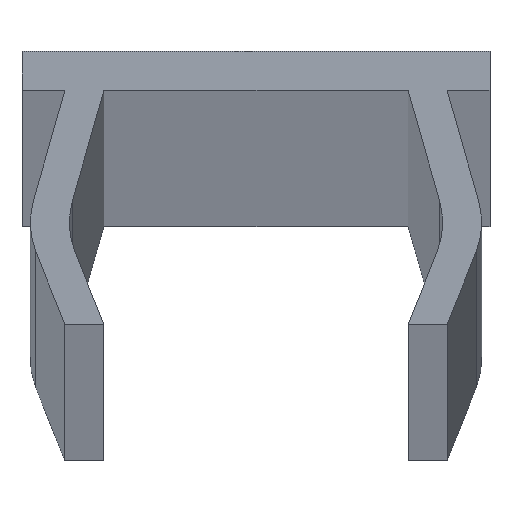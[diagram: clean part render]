
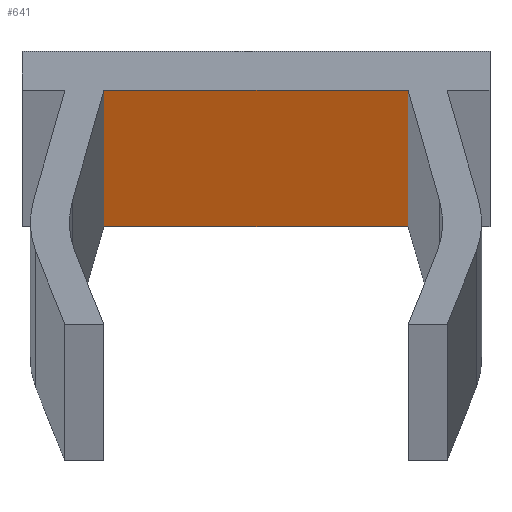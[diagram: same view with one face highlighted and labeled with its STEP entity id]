
A CAD part, top view. The second image highlights one B-rep face of the part: STEP entity #641.
In plain terms, the highlighted planar face has unit normal (0, -1, 0).
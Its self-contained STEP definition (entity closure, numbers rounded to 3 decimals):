
#245=CARTESIAN_POINT('',(9.9,0.0,0.0));
#246=VERTEX_POINT('',#245);
#253=CARTESIAN_POINT('',(2.1,0.0,0.0));
#254=VERTEX_POINT('',#253);
#255=CARTESIAN_POINT('',(2.1,0.0,0.0));
#256=DIRECTION('',(1.0,0.0,0.0));
#257=VECTOR('',#256,7.8);
#258=LINE('',#255,#257);
#259=EDGE_CURVE('',#254,#246,#258,.T.);
#335=CARTESIAN_POINT('',(2.1,0.0,2000.0));
#336=VERTEX_POINT('',#335);
#337=CARTESIAN_POINT('',(2.1,0.0,0.0));
#338=DIRECTION('',(0.0,0.0,1.0));
#339=VECTOR('',#338,2000.0);
#340=LINE('',#337,#339);
#341=EDGE_CURVE('',#254,#336,#340,.T.);
#607=CARTESIAN_POINT('',(9.9,0.0,2000.0));
#608=VERTEX_POINT('',#607);
#615=CARTESIAN_POINT('',(9.9,0.0,0.0));
#616=DIRECTION('',(0.0,0.0,1.0));
#617=VECTOR('',#616,2000.0);
#618=LINE('',#615,#617);
#619=EDGE_CURVE('',#246,#608,#618,.T.);
#625=CARTESIAN_POINT('',(2.1,0.0,0.0));
#626=DIRECTION('',(0.0,-1.0,0.0));
#627=DIRECTION('',(1.0,0.0,0.0));
#628=AXIS2_PLACEMENT_3D('',#625,#626,#627);
#629=PLANE('',#628);
#630=ORIENTED_EDGE('',*,*,#259,.T.);
#631=ORIENTED_EDGE('',*,*,#619,.T.);
#632=CARTESIAN_POINT('',(2.1,0.0,2000.0));
#633=DIRECTION('',(1.0,0.0,0.0));
#634=VECTOR('',#633,7.8);
#635=LINE('',#632,#634);
#636=EDGE_CURVE('',#336,#608,#635,.T.);
#637=ORIENTED_EDGE('',*,*,#636,.F.);
#638=ORIENTED_EDGE('',*,*,#341,.F.);
#639=EDGE_LOOP('',(#630,#631,#637,#638));
#640=FACE_OUTER_BOUND('',#639,.T.);
#641=ADVANCED_FACE('',(#640),#629,.T.);
